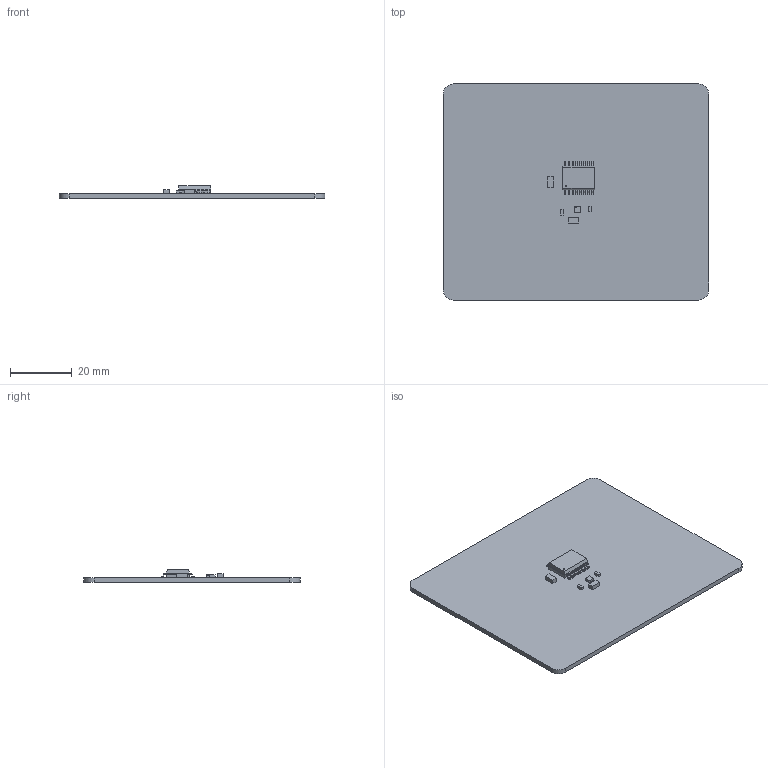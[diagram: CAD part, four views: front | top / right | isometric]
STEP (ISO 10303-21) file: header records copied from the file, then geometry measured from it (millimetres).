
FILE_DESCRIPTION(('Open CASCADE Model'),'2;1');
FILE_NAME('Open CASCADE Shape Model','2022-11-05T13:07:28',('Author'),( 'Open CASCADE'),'Open CASCADE STEP processor 6.8','Open CASCADE 6.8' ,'Unknown');
FILE_SCHEMA(('AUTOMOTIVE_DESIGN { 1 0 10303 214 1 1 1 1 }'));
Length unit declared in the file: millimetre
Products named in the file (17): PCB; Board; Open CASCADE STEP translator 6.8 1.1.1; U2; 5894567392; R2; 5891696768; Extruded; R1; C2; 5891697008; U1; 5894567632; C1; 5891697248
Assembly tree (17 placements, depth 4):
  PCB
    Board
      Open CASCADE STEP translator 6.8 1.1.1
    U2
      5894567392
    R2
      5891696768
        Extruded
    R1
      5891696768
        Extruded
    C2
      5891697008
        Extruded
    U1
      5894567632
    C1
      5891697248
        Extruded
Bounding box: 86.11 x 70.13 x 4.2 mm (x, y, z)
Volume: 9627.7 mm3; surface area: 12922.3 mm2
Topology: 32 solids, 32 shells, 391 faces, 979 edges, 650 vertices
Faces by surface type: plane 318, cylinder 73
Full cylindrical faces by diameter (mm): 0.38 x1
Entity records: 14331 total; most frequent: CARTESIAN_POINT 2013, ORIENTED_EDGE 1934, DIRECTION 1918, EDGE_CURVE 967, LINE 820, VECTOR 820, VERTEX_POINT 642, AXIS2_PLACEMENT_3D 549
